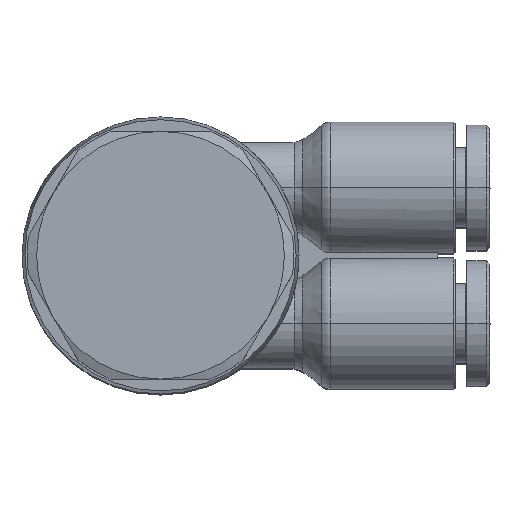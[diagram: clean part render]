
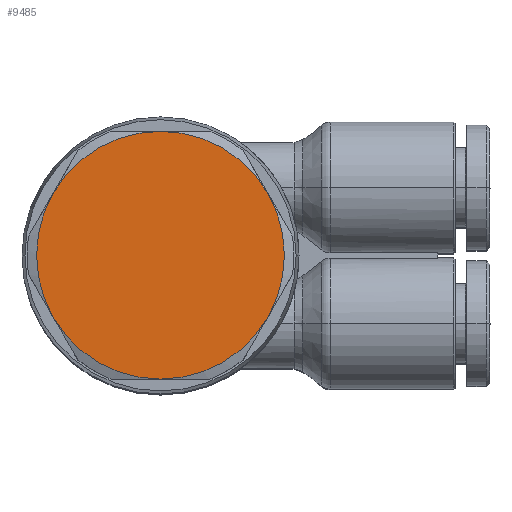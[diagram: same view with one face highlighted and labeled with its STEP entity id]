
A CAD part, top view. The second image highlights one B-rep face of the part: STEP entity #9485.
In plain terms, the highlighted planar face has unit normal (0, 0, 1).
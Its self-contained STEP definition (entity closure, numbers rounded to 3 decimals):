
#8855=CARTESIAN_POINT('',(0.,-3.85,12.0));
#8856=VERTEX_POINT('',#8855);
#8879=CARTESIAN_POINT('',(7.361,0.4,12.0));
#8880=VERTEX_POINT('',#8879);
#8894=CARTESIAN_POINT('',(0.,4.65,12.0));
#8895=DIRECTION('',(0.0,0.0,1.0));
#8896=DIRECTION('',(0.0,1.0,0.0));
#8897=AXIS2_PLACEMENT_3D('',#8894,#8895,#8896);
#8898=CIRCLE('',#8897,8.5);
#8899=EDGE_CURVE('',#8856,#8880,#8898,.T.);
#8909=CARTESIAN_POINT('',(7.361,8.9,12.0));
#8910=VERTEX_POINT('',#8909);
#8926=CARTESIAN_POINT('',(0.,4.65,12.0));
#8927=DIRECTION('',(0.0,0.0,1.0));
#8928=DIRECTION('',(0.0,1.0,0.0));
#8929=AXIS2_PLACEMENT_3D('',#8926,#8927,#8928);
#8930=CIRCLE('',#8929,8.5);
#8931=EDGE_CURVE('',#8880,#8910,#8930,.T.);
#8965=CARTESIAN_POINT('',(-7.361,0.4,12.0));
#8966=VERTEX_POINT('',#8965);
#9002=CARTESIAN_POINT('',(0.,4.65,12.0));
#9003=DIRECTION('',(0.0,0.0,1.0));
#9004=DIRECTION('',(0.0,1.0,0.0));
#9005=AXIS2_PLACEMENT_3D('',#9002,#9003,#9004);
#9006=CIRCLE('',#9005,8.5);
#9007=EDGE_CURVE('',#8966,#8856,#9006,.T.);
#9019=CARTESIAN_POINT('',(-7.361,8.9,12.0));
#9020=VERTEX_POINT('',#9019);
#9056=CARTESIAN_POINT('',(0.,4.65,12.0));
#9057=DIRECTION('',(0.0,0.0,1.0));
#9058=DIRECTION('',(0.0,1.0,0.0));
#9059=AXIS2_PLACEMENT_3D('',#9056,#9057,#9058);
#9060=CIRCLE('',#9059,8.5);
#9061=EDGE_CURVE('',#9020,#8966,#9060,.T.);
#9071=CARTESIAN_POINT('',(0.,13.15,12.0));
#9072=VERTEX_POINT('',#9071);
#9088=CARTESIAN_POINT('',(0.,4.65,12.0));
#9089=DIRECTION('',(0.0,0.0,1.0));
#9090=DIRECTION('',(0.0,1.0,0.0));
#9091=AXIS2_PLACEMENT_3D('',#9088,#9089,#9090);
#9092=CIRCLE('',#9091,8.5);
#9093=EDGE_CURVE('',#8910,#9072,#9092,.T.);
#9162=CARTESIAN_POINT('',(0.,4.65,12.0));
#9163=DIRECTION('',(0.0,0.0,1.0));
#9164=DIRECTION('',(0.0,1.0,0.0));
#9165=AXIS2_PLACEMENT_3D('',#9162,#9163,#9164);
#9166=CIRCLE('',#9165,8.5);
#9167=EDGE_CURVE('',#9072,#9020,#9166,.T.);
#9472=CARTESIAN_POINT('',(0.,4.65,12.0));
#9473=DIRECTION('',(0.0,0.0,-1.0));
#9474=DIRECTION('',(0.0,-1.0,0.0));
#9475=AXIS2_PLACEMENT_3D('',#9472,#9473,#9474);
#9476=PLANE('',#9475);
#9477=ORIENTED_EDGE('',*,*,#8931,.T.);
#9478=ORIENTED_EDGE('',*,*,#9093,.T.);
#9479=ORIENTED_EDGE('',*,*,#9167,.T.);
#9480=ORIENTED_EDGE('',*,*,#9061,.T.);
#9481=ORIENTED_EDGE('',*,*,#9007,.T.);
#9482=ORIENTED_EDGE('',*,*,#8899,.T.);
#9483=EDGE_LOOP('',(#9477,#9478,#9479,#9480,#9481,#9482));
#9484=FACE_OUTER_BOUND('',#9483,.T.);
#9485=ADVANCED_FACE('',(#9484),#9476,.F.);
